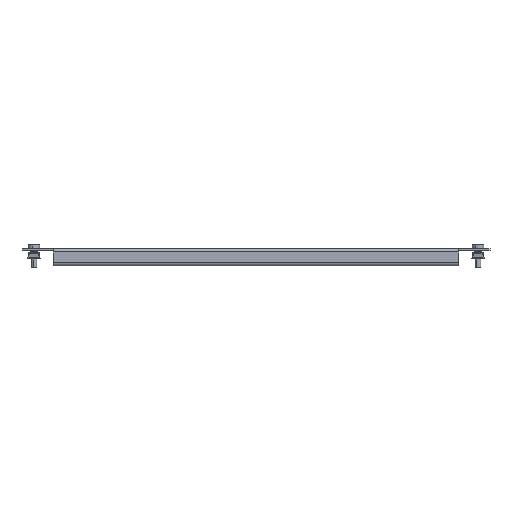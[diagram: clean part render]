
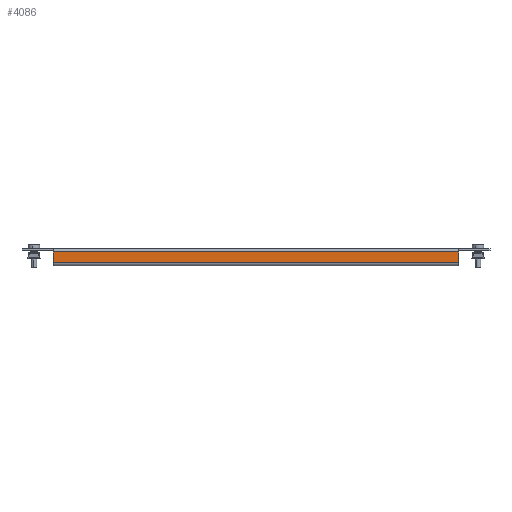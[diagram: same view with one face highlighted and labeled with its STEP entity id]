
A CAD part, front view. The second image highlights one B-rep face of the part: STEP entity #4086.
In plain terms, the highlighted planar face has unit normal (0, -1, 0).
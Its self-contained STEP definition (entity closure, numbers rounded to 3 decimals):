
#121 = CARTESIAN_POINT ( 'NONE',  ( 0., -74., -3.5 ) ) ;
#199 = VERTEX_POINT ( 'NONE', #2845 ) ;
#206 = VECTOR ( 'NONE', #2154, 1000. ) ;
#231 = CARTESIAN_POINT ( 'NONE',  ( -212.5, -74., -3.5 ) ) ;
#374 = EDGE_CURVE ( 'NONE', #2656, #2767, #1492, .T. ) ;
#595 = VERTEX_POINT ( 'NONE', #231 ) ;
#664 = CARTESIAN_POINT ( 'NONE',  ( -212.5, -74., -14.5 ) ) ;
#787 = ORIENTED_EDGE ( 'NONE', *, *, #374, .T. ) ;
#853 = FACE_OUTER_BOUND ( 'NONE', #2908, .T. ) ;
#1293 = VECTOR ( 'NONE', #1738, 1000. ) ;
#1314 = LINE ( 'NONE', #121, #1810 ) ;
#1413 = CARTESIAN_POINT ( 'NONE',  ( 212.5, -74., -14.5 ) ) ;
#1492 = LINE ( 'NONE', #3373, #2759 ) ;
#1628 = DIRECTION ( 'NONE',  ( 0., -1., 0. ) ) ;
#1738 = DIRECTION ( 'NONE',  ( 0., 0., -1. ) ) ;
#1810 = VECTOR ( 'NONE', #1949, 1000. ) ;
#1949 = DIRECTION ( 'NONE',  ( -1., 0., 0. ) ) ;
#2013 = DIRECTION ( 'NONE',  ( 0., 0., 1. ) ) ;
#2076 = CARTESIAN_POINT ( 'NONE',  ( -212.5, -74., 0. ) ) ;
#2154 = DIRECTION ( 'NONE',  ( 1., 0., 0. ) ) ;
#2656 = VERTEX_POINT ( 'NONE', #1413 ) ;
#2759 = VECTOR ( 'NONE', #2993, 1000. ) ;
#2767 = VERTEX_POINT ( 'NONE', #2936 ) ;
#2845 = CARTESIAN_POINT ( 'NONE',  ( -212.5, -74., -14.5 ) ) ;
#2853 = LINE ( 'NONE', #2076, #1293 ) ;
#2901 = AXIS2_PLACEMENT_3D ( 'NONE', #3808, #1628, #2013 ) ;
#2908 = EDGE_LOOP ( 'NONE', ( #4571, #3867, #787, #3418 ) ) ;
#2936 = CARTESIAN_POINT ( 'NONE',  ( 212.5, -74., -3.5 ) ) ;
#2993 = DIRECTION ( 'NONE',  ( 0., 0., 1. ) ) ;
#3373 = CARTESIAN_POINT ( 'NONE',  ( 212.5, -74., 0. ) ) ;
#3418 = ORIENTED_EDGE ( 'NONE', *, *, #4023, .T. ) ;
#3808 = CARTESIAN_POINT ( 'NONE',  ( 0., -74., 0. ) ) ;
#3867 = ORIENTED_EDGE ( 'NONE', *, *, #4726, .T. ) ;
#3958 = LINE ( 'NONE', #664, #206 ) ;
#4023 = EDGE_CURVE ( 'NONE', #2767, #595, #1314, .T. ) ;
#4086 = ADVANCED_FACE ( 'NONE', ( #853 ), #4178, .T. ) ;
#4178 = PLANE ( 'NONE',  #2901 ) ;
#4565 = EDGE_CURVE ( 'NONE', #595, #199, #2853, .T. ) ;
#4571 = ORIENTED_EDGE ( 'NONE', *, *, #4565, .T. ) ;
#4726 = EDGE_CURVE ( 'NONE', #199, #2656, #3958, .T. ) ;
